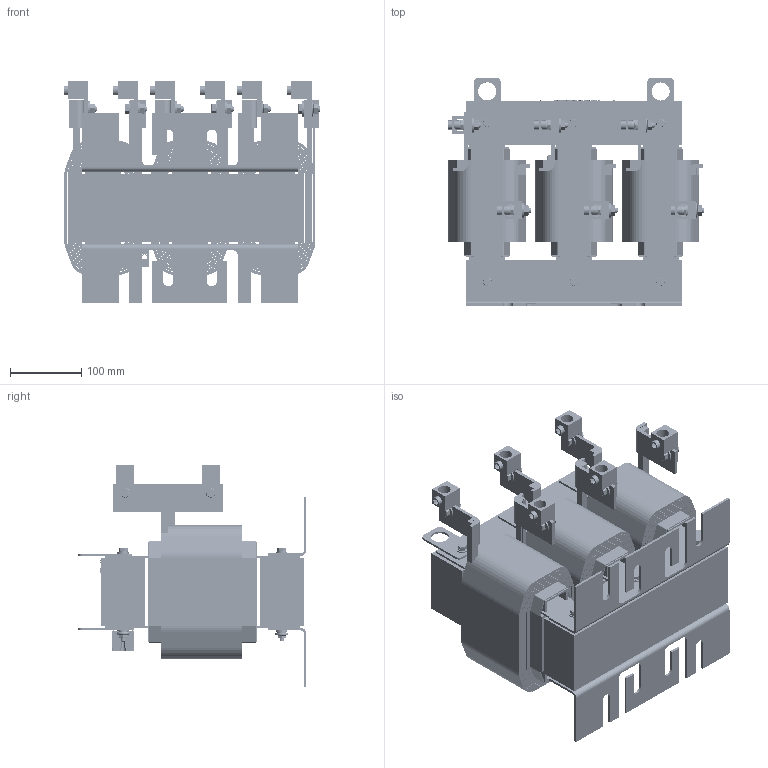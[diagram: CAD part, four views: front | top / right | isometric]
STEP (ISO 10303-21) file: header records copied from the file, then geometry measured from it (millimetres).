
FILE_DESCRIPTION(/* description */ (''),/* implementation_level */ '2;1');
FILE_NAME(/* name */ 'KLRUL160CPTMG.stp',/* time_stamp */ '2020-03-27T13:01:13-05:00',/* author */ ('jnelson'),/* organization */ (''),/* preprocessor_version */ 'ST-DEVELOPER v17',/* originating_system */ 'Autodesk Inventor 2019',/* authorisation */ '');
FILE_SCHEMA (('AUTOMOTIVE_DESIGN { 1 0 10303 214 3 1 1 }'));
Products named in the file (35): KLRUL160CPTMG; KTRMG160C; 24188; 21512; 21085-REV-F; 21621-REV-A; 24188-core wrap; 24188-COIL; 24188-WRAP; 23537; 21513-3.75; 24263; 1505-1763-4495 ASSEMBLY; 1505; 1763-4495 ASSEMBLY; 4495; 1763; 30097- LARGE  BLANK  (REACTOR); 31621-1; 15217; 31553; 28453; 28453_1; 11923insert; 11923-1; 11923-2; 11923-3; 31615; 29477-SHORT LEADS; 14927; 4631 AND 1714; 4631; 11619 AND 1714; 11619; 1714
Assembly tree (79 placements, depth 5):
  KLRUL160CPTMG
    KTRMG160C
      24188  x3
        21512
        21085-REV-F
        21621-REV-A
        24188-core wrap
        24188-COIL
        24188-WRAP
        23537
      21513-3.75  x2
      24263  x2
      1505-1763-4495 ASSEMBLY  x6
        4495
        1763
        1505
      1763-4495 ASSEMBLY  x6
        4495
        1763
      30097- LARGE  BLANK  (REACTOR)
      31621-1  x2
      15217  x6
      31553
      28453
        28453_1
        11923insert  x3
          11923-1
          11923-2
          11923-3
      31615
      29477-SHORT LEADS
    14927  x6
    4631 AND 1714  x6
      4631
      1714
    11619 AND 1714  x6
      11619
      1714
Bounding box: 361.19 x 320.74 x 311.44 mm (x, y, z)
Volume: 10497931 mm3; surface area: 4084054.3 mm2
Topology: 305 solids, 305 shells, 8304 faces, 22525 edges, 14926 vertices
Faces by surface type: plane 4660, cylinder 3406, bspline 204, cone 18, torus 12, sphere 4
Full cylindrical faces by diameter (mm): 0.762 x2, 1.524 x2, 4.166 x2, 4.496 x6, 4.724 x2, 5.867 x6, 6.147 x12, 6.35 x12, 7.01 x6, 7.137 x12, 7.62 x12, 7.874 x12, 8.128 x4, 8.334 x6, 8.636 x18, 9.906 x2, 10.312 x6, 11.176 x6, 12.7 x24, 15.875 x12, 17.65 x6, 18.491 x6, 22.225 x12, 25.4 x2
Entity records: 101450 total; most frequent: CARTESIAN_POINT 20481, ORIENTED_EDGE 16874, DIRECTION 16278, EDGE_CURVE 8437, LINE 5748, VECTOR 5748, VERTEX_POINT 5606, AXIS2_PLACEMENT_3D 5265
